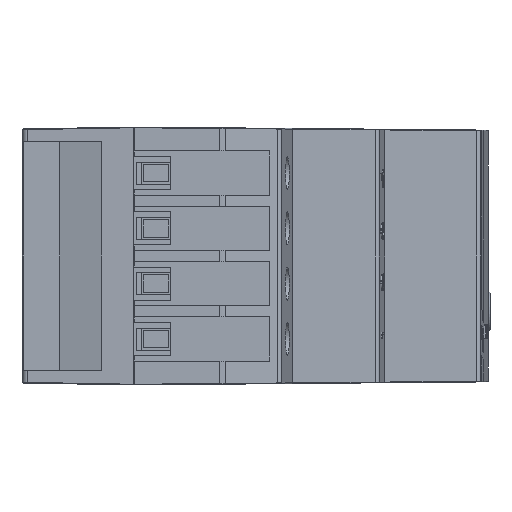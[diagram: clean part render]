
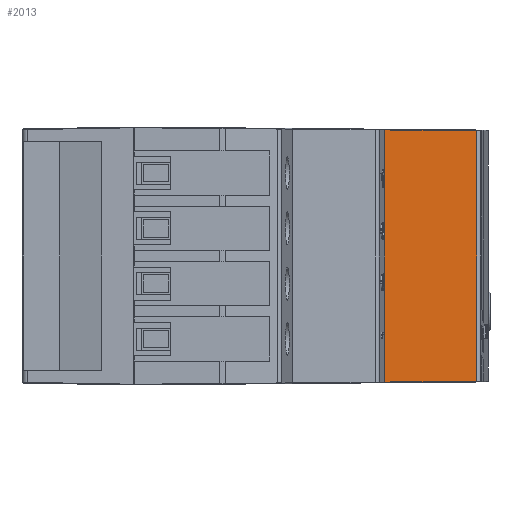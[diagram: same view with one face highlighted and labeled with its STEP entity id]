
A CAD part, front view. The second image highlights one B-rep face of the part: STEP entity #2013.
In plain terms, the highlighted planar face has unit normal (0.038, -0.999, 0).
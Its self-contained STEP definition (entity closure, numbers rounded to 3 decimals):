
#2013=ADVANCED_FACE('',(#4384),#4386,.T.);
#4384=FACE_BOUND('',#4385,.T.);
#4385=EDGE_LOOP('',(#61284,#61285,#61286,#61287));
#4386=PLANE('',#4387);
#4387=AXIS2_PLACEMENT_3D('',#4388,#4389,#4390);
#4388=CARTESIAN_POINT('',(12.5,-22.5,0.));
#4389=DIRECTION('',(0.038,-0.999,0.));
#4390=DIRECTION('',(0.999,0.038,0.));
#61284=ORIENTED_EDGE('',*,*,#67424,.F.);
#61285=ORIENTED_EDGE('',*,*,#67425,.F.);
#61286=ORIENTED_EDGE('',*,*,#67426,.T.);
#61287=ORIENTED_EDGE('',*,*,#67421,.T.);
#67421=EDGE_CURVE('',#70740,#70738,#70741,.T.);
#67424=EDGE_CURVE('',#70745,#70738,#70746,.T.);
#67425=EDGE_CURVE('',#70747,#70745,#70748,.T.);
#67426=EDGE_CURVE('',#70747,#70740,#70749,.T.);
#70738=VERTEX_POINT('',#76506);
#70740=VERTEX_POINT('',#76511);
#70741=LINE('',#76512,#76513);
#70745=VERTEX_POINT('',#76523);
#70746=LINE('',#76524,#76525);
#70747=VERTEX_POINT('',#76527);
#70748=LINE('',#76528,#76529);
#70749=LINE('',#76531,#76532);
#76506=CARTESIAN_POINT('',(24.976,-22.02,34.494));
#76511=CARTESIAN_POINT('',(24.976,-22.02,0.506));
#76512=CARTESIAN_POINT('',(24.976,-22.02,0.506));
#76513=VECTOR('',#76514,1.);
#76514=DIRECTION('',(0.,0.,1.));
#76523=CARTESIAN_POINT('',(12.5,-22.5,34.603));
#76524=CARTESIAN_POINT('',(12.5,-22.5,34.603));
#76525=VECTOR('',#76526,1.);
#76526=DIRECTION('',(0.999,0.038,-0.009));
#76527=CARTESIAN_POINT('',(12.5,-22.5,0.397));
#76528=CARTESIAN_POINT('',(12.5,-22.5,0.397));
#76529=VECTOR('',#76530,1.);
#76530=DIRECTION('',(0.,0.,1.));
#76531=CARTESIAN_POINT('',(12.5,-22.5,0.397));
#76532=VECTOR('',#76533,1.);
#76533=DIRECTION('',(0.999,0.038,0.009));
